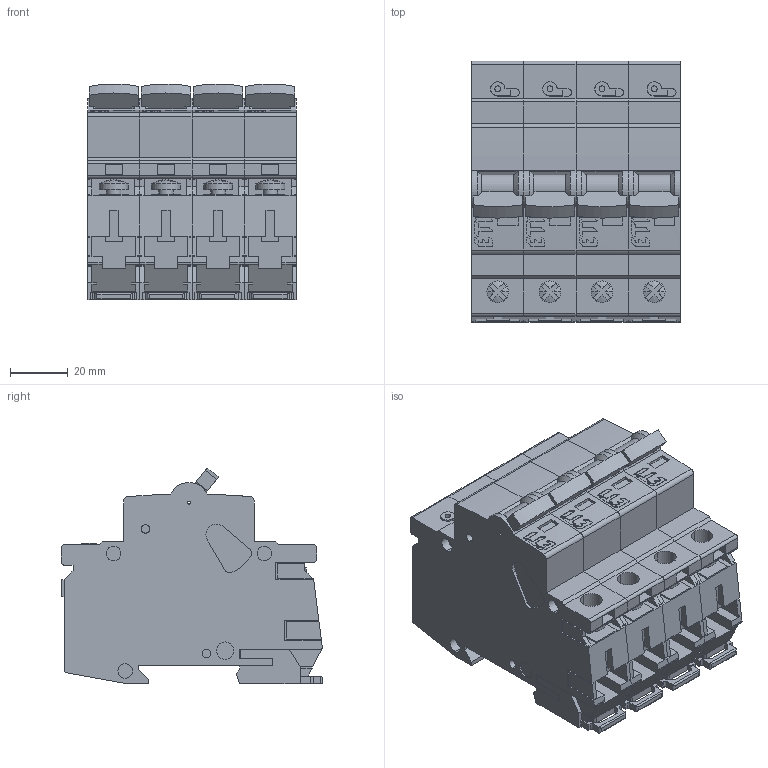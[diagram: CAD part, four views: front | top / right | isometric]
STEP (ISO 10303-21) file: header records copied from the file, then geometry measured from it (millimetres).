
FILE_DESCRIPTION((''),'2;1');
FILE_NAME('KK_ASM','2021-08-24T',('marketing.praksa'),('Audax d.o.o.'),'CREO PARAMETRIC BY PTC INC, 2017480','CREO PARAMETRIC BY PTC INC, 2017480','');
FILE_SCHEMA(('AUTOMOTIVE_DESIGN { 1 0 10303 214 1 1 1 1 }'));
Products named in the file (44): ETIMAT_11-QC_AF0_1_1; DZWIGNIA_ETIMAT11_1_1; ZAPINKA_ETIMAT10_1_1; ALUMINIJ; SCREW; PRT9542; PRT9543; ETIMAT_11-QC_AF0_1_1_1_1; DZWIGNIA_ETIMAT11_1_1_1_1; ZAPINKA_ETIMAT10_1_1_1_1; ALUMINIJ_1; SCREW_1; PRT9542_1; PRT9543_1_1; PRT9543_1_2; PRT9543_1_3; PRT9543_1_ASM; KK_ASM_1_1_ASM; PRT1_ASM; ETIMAT_11-QC_AF0_1_1_1_1_2; DZWIGNIA_ETIMAT11_1_1_1_1_2; ZAPINKA_ETIMAT10_1_1_1_1_2; ALUMINIJ_1_1; SCREW_1_1; PRT9542_1_1; PRT9543_1_1_2_1; PRT9543_1_1_2_2; PRT9543_1_1_2_3; PRT9543_1_1_2_ASM; KK_ASM_1_1_2_ASM; PRT2_ASM; ETIMAT_11-QC_AF0_1_1_1_1_2_3; DZWIGNIA_ETIMAT11_1_1_1_1_2_3; ZAPINKA_ETIMAT10_1_1_1_1_2_3; ALUMINIJ_1_1_2; SCREW_1_1_2; PRT9542_1_1_2; PRT9543_1_1_2_3_4_1; PRT9543_1_1_2_3_4_2; PRT9543_1_1_2_3_4_3 ...
Assembly tree (43 placements, depth 5):
  KK_ASM
    ETIMAT_11-QC_AF0_1_1
    DZWIGNIA_ETIMAT11_1_1
    ZAPINKA_ETIMAT10_1_1
    ALUMINIJ
    SCREW
    PRT9542
    PRT9543
    PRT1_ASM
      KK_ASM_1_1_ASM
        ETIMAT_11-QC_AF0_1_1_1_1
        DZWIGNIA_ETIMAT11_1_1_1_1
        ZAPINKA_ETIMAT10_1_1_1_1
        ALUMINIJ_1
        SCREW_1
        PRT9542_1
        PRT9543_1_ASM
          PRT9543_1_1
          PRT9543_1_2
          PRT9543_1_3
    PRT2_ASM
      KK_ASM_1_1_2_ASM
        ETIMAT_11-QC_AF0_1_1_1_1_2
        DZWIGNIA_ETIMAT11_1_1_1_1_2
        ZAPINKA_ETIMAT10_1_1_1_1_2
        ALUMINIJ_1_1
        SCREW_1_1
        PRT9542_1_1
        PRT9543_1_1_2_ASM
          PRT9543_1_1_2_1
          PRT9543_1_1_2_2
          PRT9543_1_1_2_3
    PRT3_ASM
      KK_ASM_1_1_2_3_ASM
        ETIMAT_11-QC_AF0_1_1_1_1_2_3
        DZWIGNIA_ETIMAT11_1_1_1_1_2_3
        ZAPINKA_ETIMAT10_1_1_1_1_2_3
        ALUMINIJ_1_1_2
        SCREW_1_1_2
        PRT9542_1_1_2
        PRT9543_1_1_2_3_4_ASM
          PRT9543_1_1_2_3_4_1
          PRT9543_1_1_2_3_4_2
          PRT9543_1_1_2_3_4_3
Bounding box: 72 x 90.09 x 74.47 mm (x, y, z)
Volume: 322760.5 mm3; surface area: 87798.4 mm2
Topology: 36 solids, 36 shells, 1828 faces, 5115 edges, 3435 vertices
Faces by surface type: plane 1240, cylinder 572, cone 8, bspline 8
Entity records: 83093 total; most frequent: CARTESIAN_POINT 12837, ORIENTED_EDGE 10230, DIRECTION 9846, PRESENTATION_STYLE_ASSIGNMENT 5740, STYLED_ITEM 5740, CURVE_STYLE 5115, EDGE_CURVE 5115, VECTOR 3608
